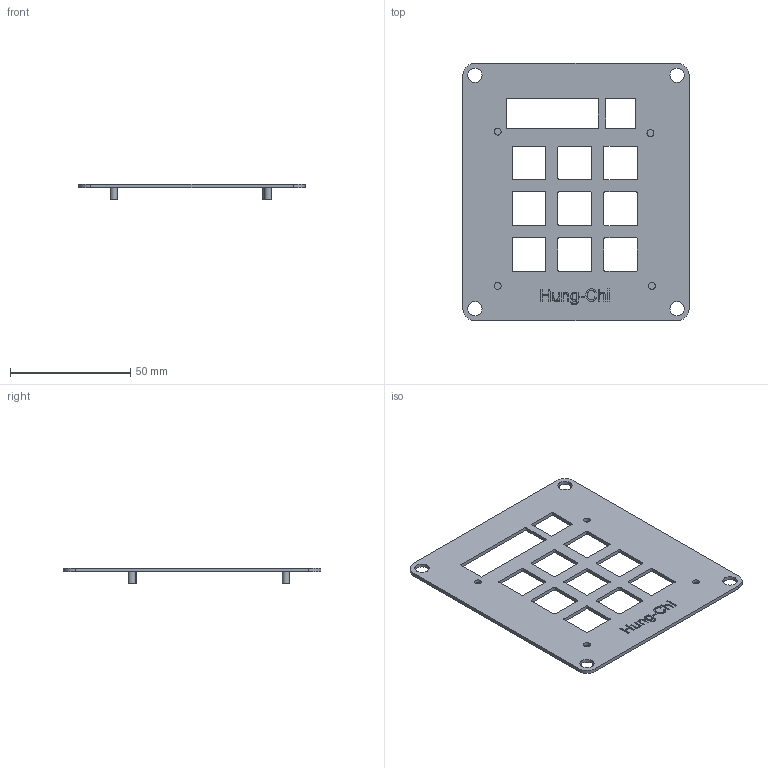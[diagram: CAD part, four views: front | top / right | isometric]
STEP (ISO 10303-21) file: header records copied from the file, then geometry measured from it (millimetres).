
FILE_DESCRIPTION(/* description */ (''),/* implementation_level */ '2;1');
FILE_NAME(/* name */ 'hackpad_top.step',/* time_stamp */ '2025-12-25T16:56:22-05:00',/* author */ (''),/* organization */ (''),/* preprocessor_version */ 'ST-DEVELOPER v20.1',/* originating_system */ 'Autodesk Translation Framework v14.21.0.0',/* authorisation */ '');
FILE_SCHEMA (('AUTOMOTIVE_DESIGN { 1 0 10303 214 3 1 1 }'));
Length unit declared in the file: millimetre
Products named in the file (1): 2025-12-23-22-16-18-261
Bounding box: 94.15 x 107.09 x 6.5 mm (x, y, z)
Volume: 11415.3 mm3; surface area: 17115 mm2
Topology: 5 solids, 5 shells, 249 faces, 687 edges, 458 vertices
Faces by surface type: plane 122, bspline 75, cylinder 52
Full cylindrical faces by diameter (mm): 2.9 x8, 6 x4
Entity records: 8727 total; most frequent: CARTESIAN_POINT 2670, ORIENTED_EDGE 1374, DIRECTION 991, EDGE_CURVE 687, VERTEX_POINT 458, LINE 433, VECTOR 433, EDGE_LOOP 297
